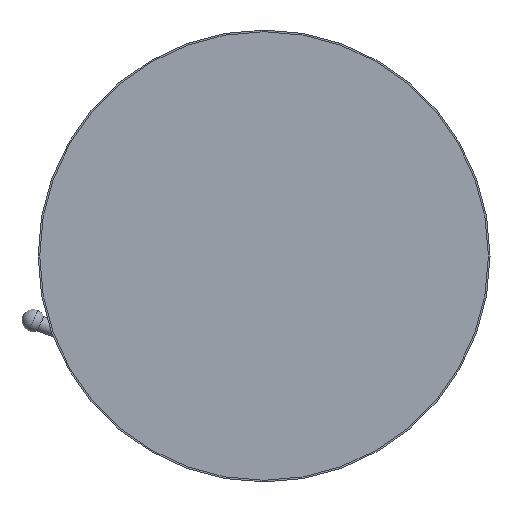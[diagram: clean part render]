
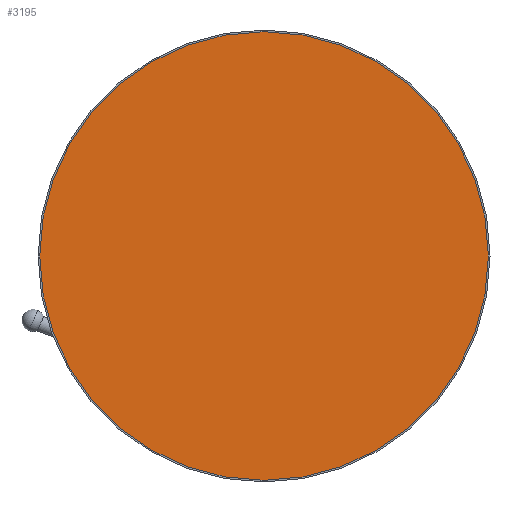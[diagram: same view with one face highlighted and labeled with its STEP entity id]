
A CAD part, front view. The second image highlights one B-rep face of the part: STEP entity #3195.
In plain terms, the highlighted planar face has unit normal (0, -1, 0).
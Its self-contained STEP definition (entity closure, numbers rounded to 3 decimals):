
#231 = CARTESIAN_POINT ( 'NONE',  ( 0., 0., 0. ) ) ;
#234 = PLANE ( 'NONE',  #3837 ) ;
#236 = DIRECTION ( 'NONE',  ( 0., -1., 0. ) ) ;
#237 = DIRECTION ( 'NONE',  ( 0., 0., -1. ) ) ;
#495 = VERTEX_POINT ( 'NONE', #1454 ) ;
#584 = VERTEX_POINT ( 'NONE', #1336 ) ;
#662 = AXIS2_PLACEMENT_3D ( 'NONE', #1737, #1738, #1739 ) ;
#670 = AXIS2_PLACEMENT_3D ( 'NONE', #1685, #1686, #1687 ) ;
#1336 = CARTESIAN_POINT ( 'NONE',  ( 0., 0., 139. ) ) ;
#1454 = CARTESIAN_POINT ( 'NONE',  ( 0., 0., -139. ) ) ;
#1587 = EDGE_LOOP ( 'NONE', ( #4025, #3994 ) ) ;
#1685 = CARTESIAN_POINT ( 'NONE',  ( 0., 0., 0. ) ) ;
#1686 = DIRECTION ( 'NONE',  ( 0., -1., 0. ) ) ;
#1687 = DIRECTION ( 'NONE',  ( 0., 0., -1. ) ) ;
#1737 = CARTESIAN_POINT ( 'NONE',  ( 0., 0., 0. ) ) ;
#1738 = DIRECTION ( 'NONE',  ( 0., -1., 0. ) ) ;
#1739 = DIRECTION ( 'NONE',  ( 0., 0., -1. ) ) ;
#2013 = FACE_OUTER_BOUND ( 'NONE', #1587, .T. ) ;
#2221 = CIRCLE ( 'NONE', #662, 139. ) ;
#2538 = CIRCLE ( 'NONE', #670, 139. ) ;
#3195 = ADVANCED_FACE ( 'NONE', ( #2013 ), #234, .T. ) ;
#3454 = EDGE_CURVE ( 'NONE', #584, #495, #2538, .T. ) ;
#3476 = EDGE_CURVE ( 'NONE', #495, #584, #2221, .T. ) ;
#3837 = AXIS2_PLACEMENT_3D ( 'NONE', #231, #236, #237 ) ;
#3994 = ORIENTED_EDGE ( 'NONE', *, *, #3454, .T. ) ;
#4025 = ORIENTED_EDGE ( 'NONE', *, *, #3476, .T. ) ;
